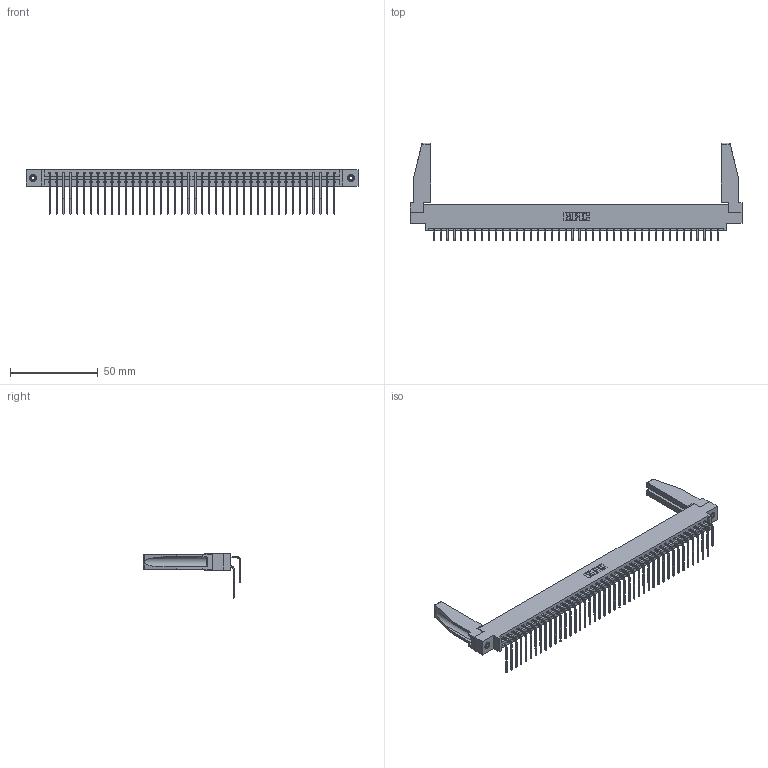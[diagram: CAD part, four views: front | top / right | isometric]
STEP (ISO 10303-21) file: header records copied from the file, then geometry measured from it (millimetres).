
FILE_DESCRIPTION (( 'STEP AP203' ), '1' );
FILE_NAME ('387-084-559-878.STEP', '2019-10-23T02:31:34', ( '' ), ( '' ), 'SwSTEP 2.0', 'SolidWorks 2016', '' );
FILE_SCHEMA (( 'CONFIG_CONTROL_DESIGN' ));
Length unit declared in the file: inch
Products named in the file (6): 345-250-001_345-250-001-102; 345-292-001_558 559 Tail - 1; 307-220-078; 337 Part_0.170 Offset - 0.156 Dia-TI; 387-084-559-878; 345-292-001_559 Tail - 2
Assembly tree (89 placements, depth 2):
  387-084-559-878
    337 Part_0.170 Offset - 0.156 Dia-TI
    345-292-001_558 559 Tail - 1  x42
    345-292-001_559 Tail - 2  x42
    345-250-001_345-250-001-102  x2
    307-220-078  x2
Bounding box: 189.43 x 55.69 x 25.53 mm (x, y, z)
Volume: 24324.4 mm3; surface area: 29355.7 mm2
Topology: 89 solids, 89 shells, 4952 faces, 14681 edges, 9666 vertices
Faces by surface type: plane 3518, cylinder 1418, cone 12, torus 4
Entity records: 36920 total; most frequent: CARTESIAN_POINT 6267, ORIENTED_EDGE 6108, DIRECTION 5318, EDGE_CURVE 3054, VECTOR 2848, LINE 2848, VERTEX_POINT 2028, AXIS2_PLACEMENT_3D 1235
